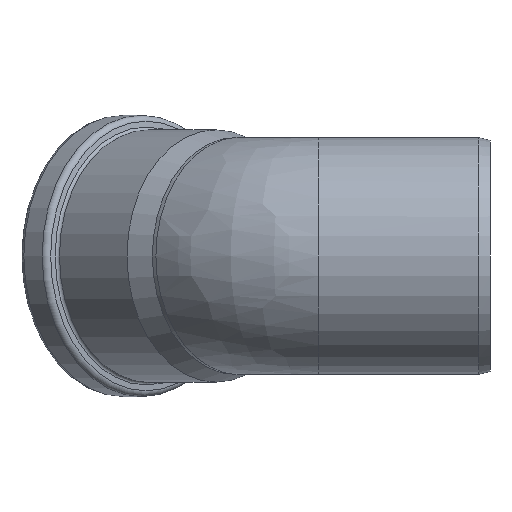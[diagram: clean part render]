
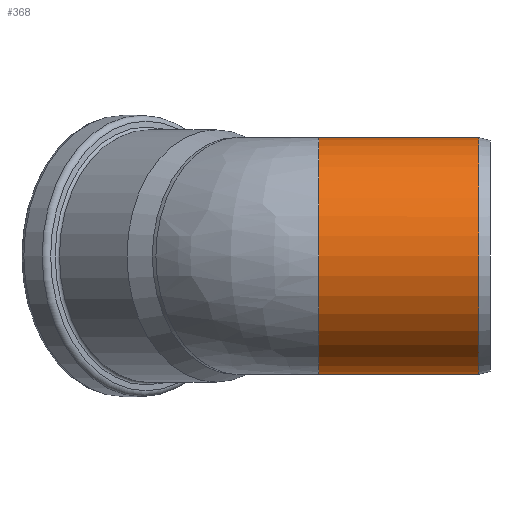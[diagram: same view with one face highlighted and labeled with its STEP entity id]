
A CAD part, left-side view. The second image highlights one B-rep face of the part: STEP entity #368.
In plain terms, the highlighted cylindrical face has radius 37.6 mm (diameter 75.2 mm), a full revolution.
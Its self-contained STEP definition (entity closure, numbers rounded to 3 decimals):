
#35=FACE_BOUND('',#149,.T.);
#66=CYLINDRICAL_SURFACE('',#406,37.6);
#77=CIRCLE('',#404,37.6);
#79=CIRCLE('',#407,37.6);
#114=FACE_OUTER_BOUND('',#148,.T.);
#148=EDGE_LOOP('',(#297,#298));
#149=EDGE_LOOP('',(#299));
#211=ELLIPSE('',#402,40.858,37.6);
#216=VERTEX_POINT('',#626);
#218=VERTEX_POINT('',#635);
#220=VERTEX_POINT('',#676);
#252=EDGE_CURVE('',#216,#218,#211,.T.);
#255=EDGE_CURVE('',#218,#216,#77,.T.);
#257=EDGE_CURVE('',#220,#220,#79,.T.);
#297=ORIENTED_EDGE('',*,*,#252,.F.);
#298=ORIENTED_EDGE('',*,*,#255,.F.);
#299=ORIENTED_EDGE('',*,*,#257,.T.);
#368=ADVANCED_FACE('',(#114,#35),#66,.T.);
#402=AXIS2_PLACEMENT_3D('',#636,#471,#472);
#404=AXIS2_PLACEMENT_3D('',#673,#475,#476);
#406=AXIS2_PLACEMENT_3D('',#675,#479,#480);
#407=AXIS2_PLACEMENT_3D('',#677,#481,#482);
#471=DIRECTION('center_axis',(0.391,0.92,0.));
#472=DIRECTION('ref_axis',(0.92,-0.391,0.));
#475=DIRECTION('center_axis',(0.,1.,0.));
#476=DIRECTION('ref_axis',(1.,0.,0.));
#479=DIRECTION('center_axis',(0.,1.,0.));
#480=DIRECTION('ref_axis',(1.,0.,0.));
#481=DIRECTION('center_axis',(0.,1.,0.));
#482=DIRECTION('ref_axis',(1.,0.,0.));
#626=CARTESIAN_POINT('',(34.532,54.316,14.877));
#635=CARTESIAN_POINT('',(34.532,54.316,-14.877));
#636=CARTESIAN_POINT('Origin',(0.,69.,0.));
#673=CARTESIAN_POINT('Origin',(0.,54.316,0.));
#675=CARTESIAN_POINT('Origin',(0.,0.,0.));
#676=CARTESIAN_POINT('',(-37.6,3.5,0.));
#677=CARTESIAN_POINT('Origin',(0.,3.5,0.));
